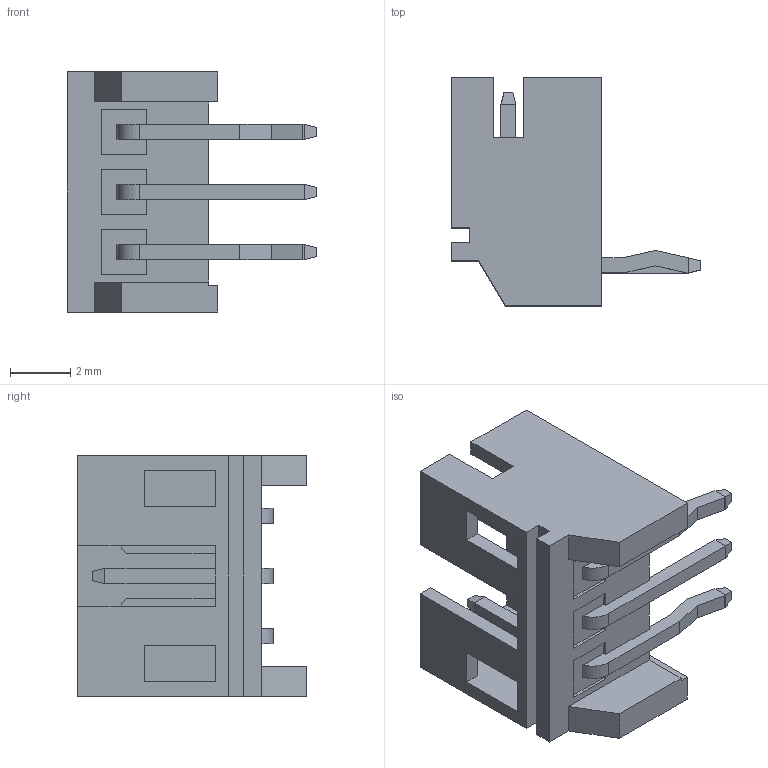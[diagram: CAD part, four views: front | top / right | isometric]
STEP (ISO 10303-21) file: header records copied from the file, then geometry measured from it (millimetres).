
FILE_DESCRIPTION(/* description */ (''),/* implementation_level */ '2;1');
FILE_NAME(/* name */ '521-03-4-xx.stp',/* time_stamp */ '2019-04-24T16:53:56+02:00',/* author */ ('andreas.larin'),/* organization */ (''),/* preprocessor_version */ 'ST-DEVELOPER v15.6',/* originating_system */ 'Autodesk Inventor 2015',/* authorisation */ '');
FILE_SCHEMA (('AUTOMOTIVE_DESIGN { 1 0 10303 214 3 1 1 }'));
Length unit declared in the file: centimetre
Products named in the file (1): 521-03-4-xx
Bounding box: 8.3 x 7.6 x 8 mm (x, y, z)
Volume: 117.2 mm3; surface area: 430.8 mm2
Topology: 1 solids, 1 shells, 159 faces, 438 edges, 276 vertices
Faces by surface type: plane 151, cylinder 8
Entity records: 4966 total; most frequent: ORIENTED_EDGE 888, CARTESIAN_POINT 874, DIRECTION 780, EDGE_CURVE 438, LINE 416, VECTOR 416, VERTEX_POINT 276, AXIS2_PLACEMENT_3D 182
